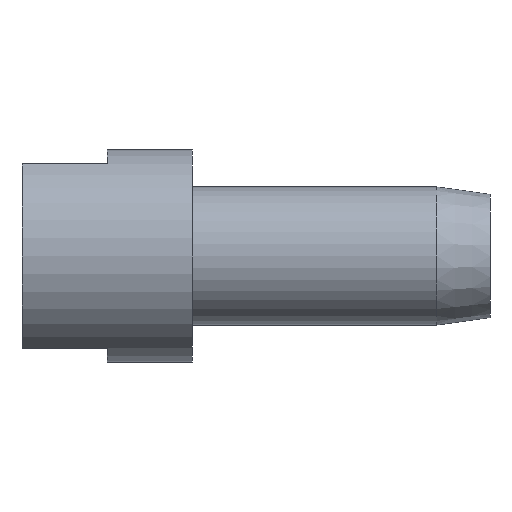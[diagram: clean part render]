
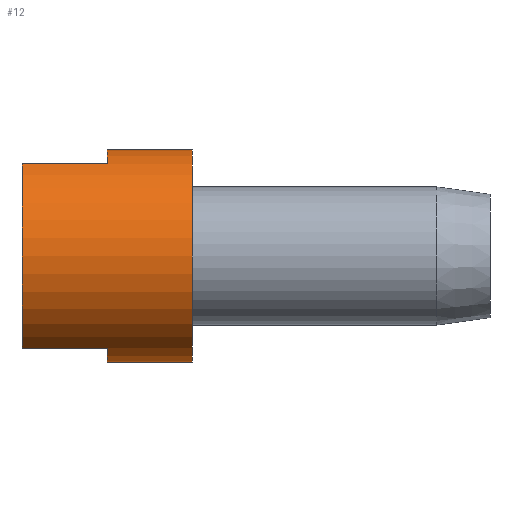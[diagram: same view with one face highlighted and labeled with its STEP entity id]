
A CAD part, front view. The second image highlights one B-rep face of the part: STEP entity #12.
In plain terms, the highlighted cylindrical face has radius 5 mm (diameter 10 mm), a partial arc.
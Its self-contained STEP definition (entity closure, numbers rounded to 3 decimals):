
#10 = ORIENTED_EDGE ( 'NONE', *, *, #576, .T. ) ;
#12 = ADVANCED_FACE ( 'NONE', ( #278 ), #735, .T. ) ;
#23 = CARTESIAN_POINT ( 'NONE',  ( -4., 0., 0. ) ) ;
#35 = EDGE_LOOP ( 'NONE', ( #722, #275, #314, #266, #481, #10, #339, #294 ) ) ;
#38 = CIRCLE ( 'NONE', #655, 5. ) ;
#54 = LINE ( 'NONE', #179, #159 ) ;
#58 = CARTESIAN_POINT ( 'NONE',  ( 0., 0., -5. ) ) ;
#68 = DIRECTION ( 'NONE',  ( 1., 0., 0. ) ) ;
#94 = CARTESIAN_POINT ( 'NONE',  ( -4., -2.5, 4.33 ) ) ;
#98 = VERTEX_POINT ( 'NONE', #506 ) ;
#109 = LINE ( 'NONE', #325, #442 ) ;
#112 = AXIS2_PLACEMENT_3D ( 'NONE', #632, #124, #119 ) ;
#119 = DIRECTION ( 'NONE',  ( 0., 0., 1. ) ) ;
#124 = DIRECTION ( 'NONE',  ( 1., 0., 0. ) ) ;
#138 = VECTOR ( 'NONE', #534, 1000. ) ;
#159 = VECTOR ( 'NONE', #382, 1000. ) ;
#161 = EDGE_CURVE ( 'NONE', #213, #654, #38, .T. ) ;
#163 = EDGE_CURVE ( 'NONE', #321, #208, #395, .T. ) ;
#168 = DIRECTION ( 'NONE',  ( 0., 0., -1. ) ) ;
#179 = CARTESIAN_POINT ( 'NONE',  ( -8., 0., 5. ) ) ;
#189 = DIRECTION ( 'NONE',  ( 0., 0., 1. ) ) ;
#199 = CARTESIAN_POINT ( 'NONE',  ( -8., 0., 0. ) ) ;
#202 = AXIS2_PLACEMENT_3D ( 'NONE', #199, #413, #651 ) ;
#204 = CIRCLE ( 'NONE', #202, 5. ) ;
#208 = VERTEX_POINT ( 'NONE', #94 ) ;
#213 = VERTEX_POINT ( 'NONE', #364 ) ;
#250 = CARTESIAN_POINT ( 'NONE',  ( -8., 0., -5. ) ) ;
#266 = ORIENTED_EDGE ( 'NONE', *, *, #287, .T. ) ;
#275 = ORIENTED_EDGE ( 'NONE', *, *, #163, .T. ) ;
#278 = FACE_OUTER_BOUND ( 'NONE', #35, .T. ) ;
#287 = EDGE_CURVE ( 'NONE', #662, #98, #204, .T. ) ;
#294 = ORIENTED_EDGE ( 'NONE', *, *, #161, .F. ) ;
#296 = DIRECTION ( 'NONE',  ( 1., 0., 0. ) ) ;
#314 = ORIENTED_EDGE ( 'NONE', *, *, #663, .F. ) ;
#321 = VERTEX_POINT ( 'NONE', #440 ) ;
#325 = CARTESIAN_POINT ( 'NONE',  ( -8., -2.5, -4.33 ) ) ;
#339 = ORIENTED_EDGE ( 'NONE', *, *, #422, .T. ) ;
#342 = EDGE_CURVE ( 'NONE', #556, #98, #109, .T. ) ;
#364 = CARTESIAN_POINT ( 'NONE',  ( 0., 0., 5. ) ) ;
#382 = DIRECTION ( 'NONE',  ( 1., 0., 0. ) ) ;
#395 = CIRCLE ( 'NONE', #419, 5. ) ;
#406 = CARTESIAN_POINT ( 'NONE',  ( 0., 0., 0. ) ) ;
#413 = DIRECTION ( 'NONE',  ( 1., 0., 0. ) ) ;
#419 = AXIS2_PLACEMENT_3D ( 'NONE', #23, #701, #189 ) ;
#422 = EDGE_CURVE ( 'NONE', #433, #654, #477, .T. ) ;
#433 = VERTEX_POINT ( 'NONE', #717 ) ;
#440 = CARTESIAN_POINT ( 'NONE',  ( -4., 0., 5. ) ) ;
#442 = VECTOR ( 'NONE', #554, 1000. ) ;
#456 = CIRCLE ( 'NONE', #112, 5. ) ;
#477 = LINE ( 'NONE', #250, #138 ) ;
#481 = ORIENTED_EDGE ( 'NONE', *, *, #342, .F. ) ;
#496 = CARTESIAN_POINT ( 'NONE',  ( -4., -2.5, -4.33 ) ) ;
#504 = LINE ( 'NONE', #682, #508 ) ;
#506 = CARTESIAN_POINT ( 'NONE',  ( -8., -2.5, -4.33 ) ) ;
#508 = VECTOR ( 'NONE', #68, 1000. ) ;
#532 = DIRECTION ( 'NONE',  ( 0., 0., -1. ) ) ;
#534 = DIRECTION ( 'NONE',  ( 1., 0., 0. ) ) ;
#554 = DIRECTION ( 'NONE',  ( -1., 0., 0. ) ) ;
#556 = VERTEX_POINT ( 'NONE', #496 ) ;
#576 = EDGE_CURVE ( 'NONE', #556, #433, #456, .T. ) ;
#600 = AXIS2_PLACEMENT_3D ( 'NONE', #617, #686, #168 ) ;
#606 = EDGE_CURVE ( 'NONE', #321, #213, #54, .T. ) ;
#617 = CARTESIAN_POINT ( 'NONE',  ( -8., 0., 0. ) ) ;
#632 = CARTESIAN_POINT ( 'NONE',  ( -4., 0., 0. ) ) ;
#651 = DIRECTION ( 'NONE',  ( 0., 0., -1. ) ) ;
#654 = VERTEX_POINT ( 'NONE', #58 ) ;
#655 = AXIS2_PLACEMENT_3D ( 'NONE', #406, #296, #532 ) ;
#662 = VERTEX_POINT ( 'NONE', #671 ) ;
#663 = EDGE_CURVE ( 'NONE', #662, #208, #504, .T. ) ;
#671 = CARTESIAN_POINT ( 'NONE',  ( -8., -2.5, 4.33 ) ) ;
#682 = CARTESIAN_POINT ( 'NONE',  ( -8., -2.5, 4.33 ) ) ;
#686 = DIRECTION ( 'NONE',  ( 1., 0., 0. ) ) ;
#701 = DIRECTION ( 'NONE',  ( 1., 0., 0. ) ) ;
#717 = CARTESIAN_POINT ( 'NONE',  ( -4., 0., -5. ) ) ;
#722 = ORIENTED_EDGE ( 'NONE', *, *, #606, .F. ) ;
#735 = CYLINDRICAL_SURFACE ( 'NONE', #600, 5. ) ;
